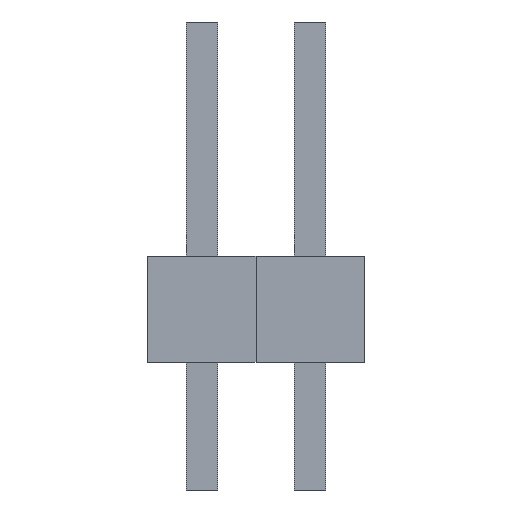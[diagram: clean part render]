
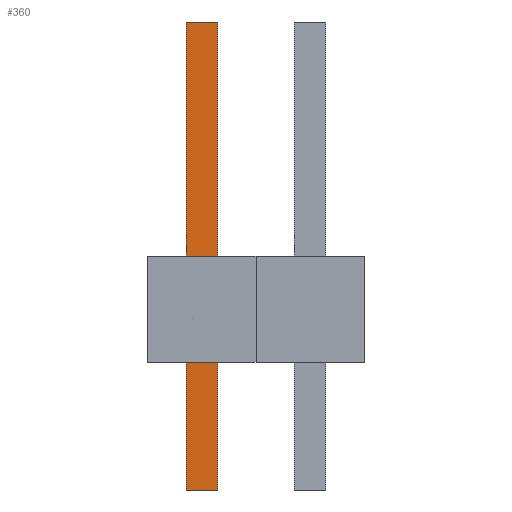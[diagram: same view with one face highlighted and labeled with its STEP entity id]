
A CAD part, front view. The second image highlights one B-rep face of the part: STEP entity #360.
In plain terms, the highlighted planar face has unit normal (0, -1, 0).
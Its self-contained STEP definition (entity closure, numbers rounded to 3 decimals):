
#13=DIRECTION('',(0.,0.,1.));
#14=DIRECTION('',(1.,0.,0.));
#201=VECTOR('',#13,1.);
#208=DIRECTION('',(0.,1.,0.));
#250=VECTOR('',#14,1.);
#314=EDGE_CURVE('',#315,#317,#319,.T.);
#315=VERTEX_POINT('',#316);
#316=CARTESIAN_POINT('',(-0.371,-0.371,-3.));
#317=VERTEX_POINT('',#318);
#318=CARTESIAN_POINT('',(-0.371,-0.371,8.));
#319=LINE('',#316,#201);
#338=ORIENTED_EDGE('',*,*,#339,.F.);
#339=EDGE_CURVE('',#340,#342,#344,.T.);
#340=VERTEX_POINT('',#341);
#341=CARTESIAN_POINT('',(0.371,-0.371,-3.));
#342=VERTEX_POINT('',#343);
#343=CARTESIAN_POINT('',(0.371,-0.371,8.));
#344=LINE('',#341,#201);
#360=ADVANCED_FACE('',(#361),#370,.F.);
#361=FACE_BOUND('',#362,.F.);
#362=EDGE_LOOP('',(#363,#366,#367,#338));
#363=ORIENTED_EDGE('',*,*,#364,.F.);
#364=EDGE_CURVE('',#315,#340,#365,.T.);
#365=LINE('',#316,#250);
#366=ORIENTED_EDGE('',*,*,#314,.T.);
#367=ORIENTED_EDGE('',*,*,#368,.T.);
#368=EDGE_CURVE('',#317,#342,#369,.T.);
#369=LINE('',#318,#250);
#370=PLANE('',#371);
#371=AXIS2_PLACEMENT_3D('',#316,#208,#13);
